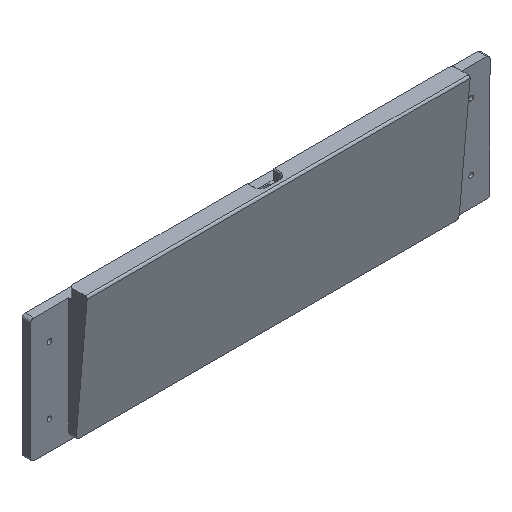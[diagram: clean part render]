
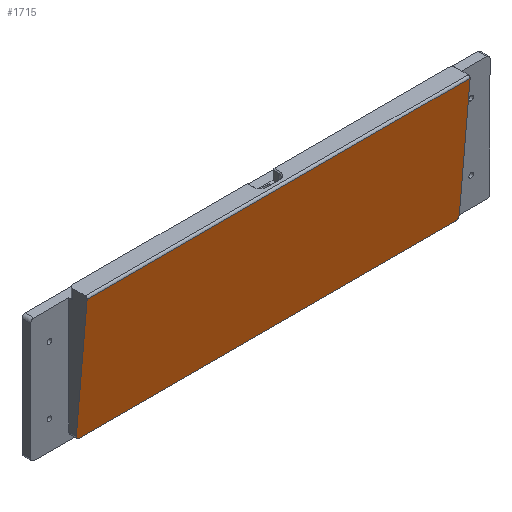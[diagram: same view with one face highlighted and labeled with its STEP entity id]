
A CAD part, isometric view. The second image highlights one B-rep face of the part: STEP entity #1715.
In plain terms, the highlighted planar face has unit normal (0, -0.996, -0.087).
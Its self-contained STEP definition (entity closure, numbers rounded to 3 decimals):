
#86=PLANE('',#1904);
#165=FACE_OUTER_BOUND('',#268,.T.);
#268=EDGE_LOOP('',(#1535,#1536,#1537,#1538,#1539,#1540));
#428=LINE('',#2654,#583);
#504=LINE('',#2996,#659);
#506=LINE('',#3000,#661);
#507=LINE('',#3002,#662);
#583=VECTOR('',#2130,10.);
#659=VECTOR('',#2378,10.);
#661=VECTOR('',#2382,10.);
#662=VECTOR('',#2383,10.);
#675=ELLIPSE('',#1902,1.807,1.8);
#676=ELLIPSE('',#1905,1.807,1.8);
#773=VERTEX_POINT('',#2651);
#774=VERTEX_POINT('',#2653);
#845=VERTEX_POINT('',#2991);
#846=VERTEX_POINT('',#2995);
#847=VERTEX_POINT('',#2999);
#848=VERTEX_POINT('',#3001);
#964=EDGE_CURVE('',#774,#773,#428,.T.);
#1084=EDGE_CURVE('',#774,#845,#675,.T.);
#1086=EDGE_CURVE('',#846,#845,#504,.T.);
#1088=EDGE_CURVE('',#847,#773,#506,.T.);
#1089=EDGE_CURVE('',#847,#848,#507,.T.);
#1090=EDGE_CURVE('',#846,#848,#676,.T.);
#1535=ORIENTED_EDGE('',*,*,#1084,.F.);
#1536=ORIENTED_EDGE('',*,*,#964,.T.);
#1537=ORIENTED_EDGE('',*,*,#1088,.F.);
#1538=ORIENTED_EDGE('',*,*,#1089,.T.);
#1539=ORIENTED_EDGE('',*,*,#1090,.F.);
#1540=ORIENTED_EDGE('',*,*,#1086,.T.);
#1715=ADVANCED_FACE('',(#165),#86,.T.);
#1902=AXIS2_PLACEMENT_3D('',#2992,#2373,#2374);
#1904=AXIS2_PLACEMENT_3D('',#2998,#2380,#2381);
#1905=AXIS2_PLACEMENT_3D('',#3003,#2384,#2385);
#2130=DIRECTION('',(0.,-0.087,0.996));
#2373=DIRECTION('center_axis',(0.,0.996,0.087));
#2374=DIRECTION('ref_axis',(0.,0.087,-0.996));
#2378=DIRECTION('',(1.,0.,0.));
#2380=DIRECTION('center_axis',(0.,-0.996,
-0.087));
#2381=DIRECTION('ref_axis',(0.,0.087,-0.996));
#2382=DIRECTION('',(1.,0.,0.));
#2383=DIRECTION('',(0.,0.087,-0.996));
#2384=DIRECTION('center_axis',(0.,0.996,0.087));
#2385=DIRECTION('ref_axis',(0.,0.087,-0.996));
#2651=CARTESIAN_POINT('',(-41.65,-9.58,94.413));
#2653=CARTESIAN_POINT('',(-41.65,-3.922,29.45));
#2654=CARTESIAN_POINT('',(-41.65,-8.141,77.886));
#2991=CARTESIAN_POINT('',(-43.45,-3.766,27.65));
#2992=CARTESIAN_POINT('Origin',(-43.45,-3.922,29.45));
#2995=CARTESIAN_POINT('',(-240.3,-3.766,27.65));
#2996=CARTESIAN_POINT('',(-141.975,-3.766,27.65));
#2998=CARTESIAN_POINT('Origin',(-242.3,-9.58,94.413));
#2999=CARTESIAN_POINT('',(-242.1,-9.58,94.413));
#3000=CARTESIAN_POINT('',(-242.3,-9.58,94.413));
#3001=CARTESIAN_POINT('',(-242.1,-3.922,29.45));
#3002=CARTESIAN_POINT('',(-242.1,-8.141,77.886));
#3003=CARTESIAN_POINT('Origin',(-240.3,-3.922,29.45));
